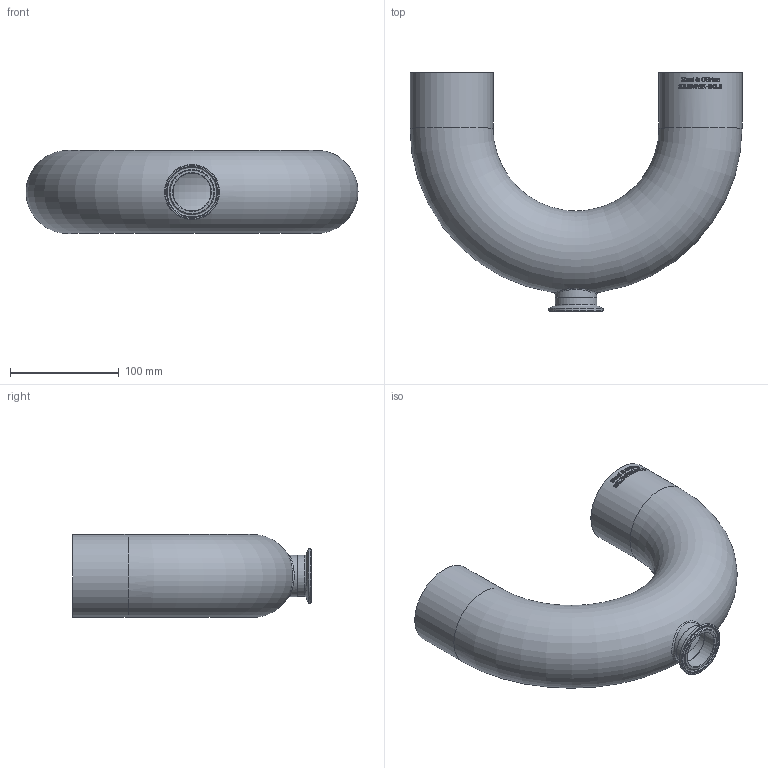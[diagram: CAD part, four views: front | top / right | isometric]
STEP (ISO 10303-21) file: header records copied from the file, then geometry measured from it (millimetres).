
FILE_DESCRIPTION(/* description */ (''),/* implementation_level */ '2;1');
FILE_NAME(/* name */ 'S2UBWWK-3X15.stp',/* time_stamp */ '2018-11-26T16:14:17-05:00',/* author */ ('rick'),/* organization */ (''),/* preprocessor_version */ 'ST-DEVELOPER v15.2',/* originating_system */ 'Autodesk Inventor 2014',/* authorisation */ '');
FILE_SCHEMA (('AUTOMOTIVE_DESIGN { 1 0 10303 214 3 1 1 }'));
Length unit declared in the file: inch
Products named in the file (1): S2UBWWK-3X15
Bounding box: 304.8 x 219.07 x 76.2 mm (x, y, z)
Volume: 182937.3 mm3; surface area: 220875.4 mm2
Topology: 1 solids, 1 shells, 457 faces, 1232 edges, 818 vertices
Faces by surface type: bspline 202, plane 195, cylinder 46, torus 11, cone 3
Full cylindrical faces by diameter (mm): 34.798 x2, 38.1 x2, 50.394 x1, 72.898 x2, 76.2 x2
Entity records: 18031 total; most frequent: CARTESIAN_POINT 7732, ORIENTED_EDGE 2404, DIRECTION 1580, EDGE_CURVE 1202, VERTEX_POINT 811, AXIS2_PLACEMENT_3D 527, LINE 526, VECTOR 526
